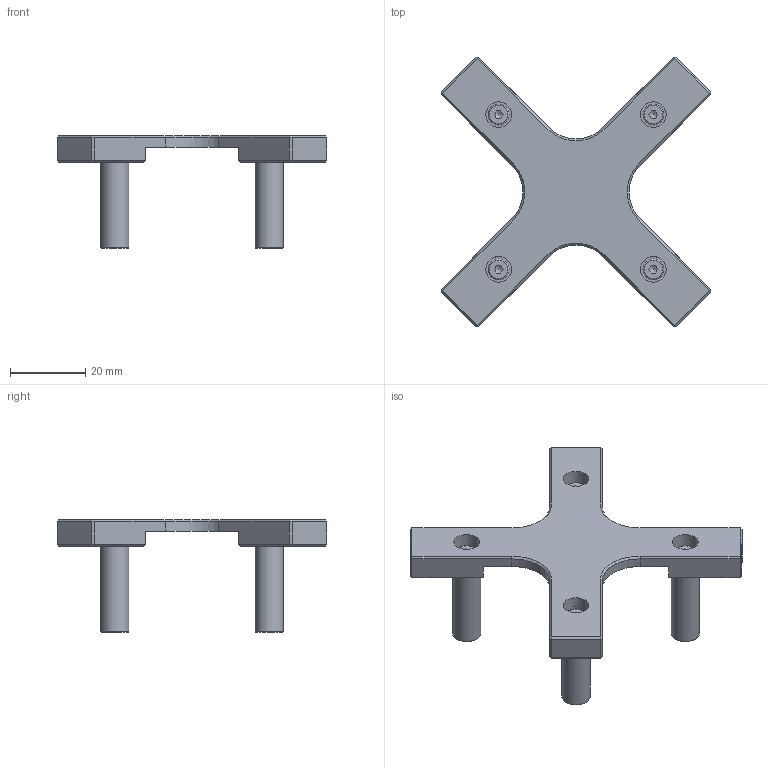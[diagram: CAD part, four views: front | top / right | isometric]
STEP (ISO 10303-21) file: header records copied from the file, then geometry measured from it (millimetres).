
FILE_DESCRIPTION(/* description */ ('ASSIEME PRESSORE PFP 95'),/* implementation_level */ '2;1');
FILE_NAME(/* name */ 'PFP-95-P.stp',/* time_stamp */ '2021-06-09T12:24:24+02:00',/* author */ ('Francesca'),/* organization */ (''),/* preprocessor_version */ 'ST-DEVELOPER v17',/* originating_system */ 'Autodesk Inventor 2019',/* authorisation */ '');
FILE_SCHEMA (('AUTOMOTIVE_DESIGN { 1 0 10303 214 3 1 1 }'));
Length unit declared in the file: millimetre
Products named in the file (4): PFP-95-P-CLIENTE; PFP-95-PRESSORE; PFP-95-PERNO PRESSORE-CLIENTE; DIN 7984 - M3 x 6
Assembly tree (9 placements, depth 2):
  PFP-95-P-CLIENTE
    PFP-95-PRESSORE
    PFP-95-PERNO PRESSORE-CLIENTE  x4
    DIN 7984 - M3 x 6  x4
Bounding box: 71.42 x 71.42 x 29.8 mm (x, y, z)
Volume: 14648.7 mm3; surface area: 10416.9 mm2
Topology: 9 solids, 9 shells, 186 faces, 436 edges, 280 vertices
Faces by surface type: plane 118, cylinder 36, cone 24, torus 8
Full cylindrical faces by diameter (mm): 2.459 x4, 3 x4, 4.2 x4, 4.7 x4, 5.5 x4, 6.8 x4, 7.5 x4
Entity records: 3375 total; most frequent: DIRECTION 586, CARTESIAN_POINT 561, ORIENTED_EDGE 520, EDGE_CURVE 260, AXIS2_PLACEMENT_3D 206, LINE 174, VECTOR 174, VERTEX_POINT 160
